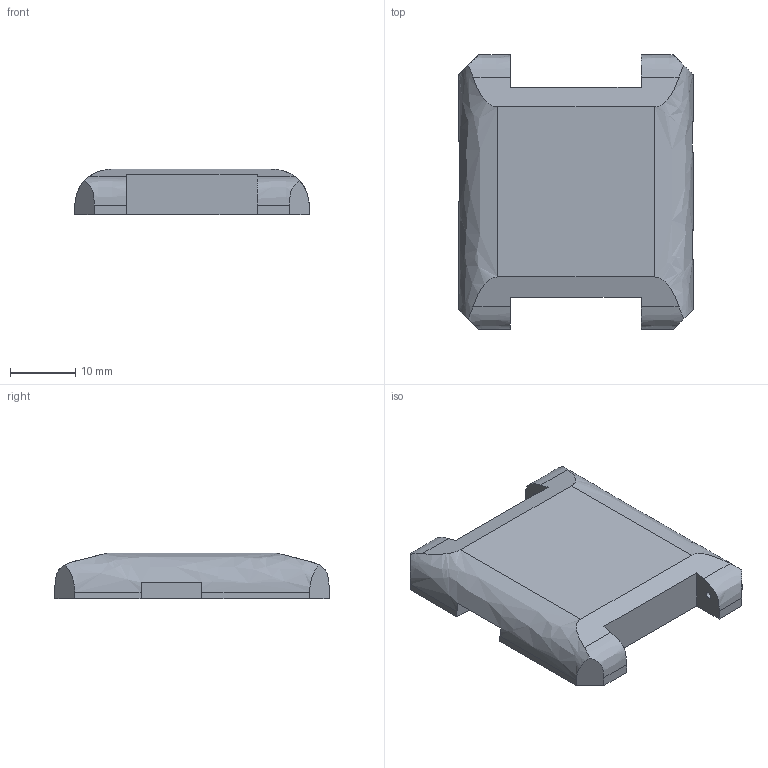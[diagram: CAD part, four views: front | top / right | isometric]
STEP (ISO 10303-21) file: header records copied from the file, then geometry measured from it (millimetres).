
FILE_DESCRIPTION(/* description */ (''),/* implementation_level */ '2;1');
FILE_NAME(/* name */ 'Back Case v8.step',/* time_stamp */ '2022-01-22T23:06:19+02:00',/* author */ (''),/* organization */ (''),/* preprocessor_version */ 'ST-DEVELOPER v18.1',/* originating_system */ 'Autodesk Translation Framework v10.13.0.1454',/* authorisation */ '');
FILE_SCHEMA (('AUTOMOTIVE_DESIGN { 1 0 10303 214 3 1 1 }'));
Length unit declared in the file: millimetre
Products named in the file (1): Back Case
Bounding box: 36.04 x 42.11 x 7 mm (x, y, z)
Volume: 3856.9 mm3; surface area: 4311.3 mm2
Topology: 1 solids, 1 shells, 96 faces, 239 edges, 154 vertices
Faces by surface type: plane 80, cylinder 10, bspline 6
Full cylindrical faces by diameter (mm): 1 x6, 1.623 x4
Entity records: 3155 total; most frequent: CARTESIAN_POINT 908, ORIENTED_EDGE 478, DIRECTION 397, EDGE_CURVE 239, LINE 175, VECTOR 175, VERTEX_POINT 154, AXIS2_PLACEMENT_3D 111
